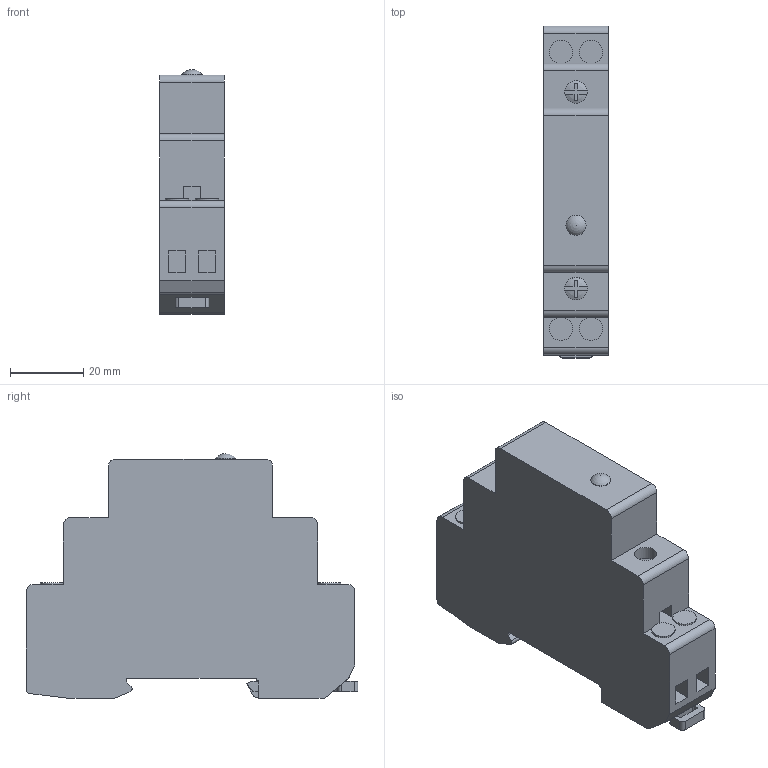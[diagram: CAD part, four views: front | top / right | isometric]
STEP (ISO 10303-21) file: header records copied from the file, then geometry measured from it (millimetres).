
FILE_DESCRIPTION(/* description */ ('STEP AP214'),/* implementation_level */ '2;1');
FILE_NAME(/* name */ 'eaton-z_el_light-3d-model',/* time_stamp */ '2024-12-04T07:41:53+01:00',/* author */ ('License CC BY-ND 4.0'),/* organization */ ('CADENAS'),/* preprocessor_version */ 'ST-DEVELOPER v19.3',/* originating_system */ 'PARTsolutions',/* authorisation */ ' ');
FILE_SCHEMA (('AUTOMOTIVE_DESIGN {1 0 10303 214 3 1 1}'));
Length unit declared in the file: millimetre
Products named in the file (1): 275865
Bounding box: 17.6 x 90.8 x 67 mm (x, y, z)
Volume: 78563.4 mm3; surface area: 16632.1 mm2
Topology: 1 solids, 1 shells, 151 faces, 412 edges, 274 vertices
Faces by surface type: plane 107, cylinder 35, sphere 5, torus 4
Full cylindrical faces by diameter (mm): 5.5 x1, 6.2 x2, 7 x2, 7.4 x2
Entity records: 4738 total; most frequent: CARTESIAN_POINT 846, ORIENTED_EDGE 800, DIRECTION 798, EDGE_CURVE 400, LINE 290, VECTOR 290, VERTEX_POINT 270, AXIS2_PLACEMENT_3D 254
